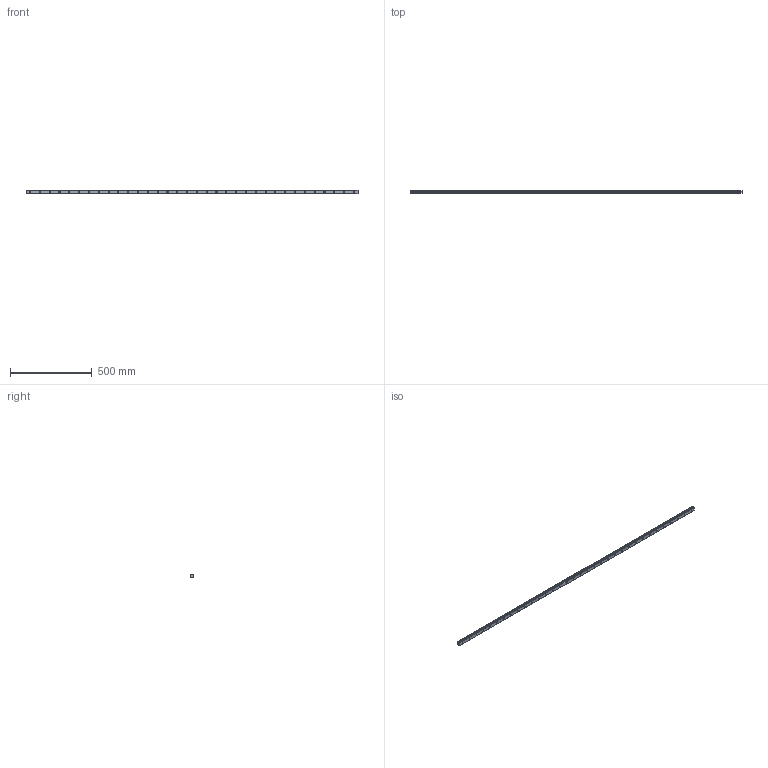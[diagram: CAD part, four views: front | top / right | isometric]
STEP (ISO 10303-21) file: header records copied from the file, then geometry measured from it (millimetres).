
FILE_DESCRIPTION (( 'STEP AP214' ), '1' );
FILE_NAME ('SSR25XTB1SS-2030LY_G25_0_B-M6F_973-5_0_0_0.STEP', '2021-06-28T14:03:01', ( '' ), ( '' ), 'SwSTEP 2.0', 'SolidWorks 2021', '' );
FILE_SCHEMA (( 'AUTOMOTIVE_DESIGN' ));
Length unit declared in the file: millimetre
Products named in the file (2): SSR25XTB1SS-2030LY_G25_0_B-M6F_973-5_0_0_0; _SSR25XTBY203025Y Track
Assembly tree (1 placements, depth 2):
  SSR25XTB1SS-2030LY_G25_0_B-M6F_973-5_0_0_0
    _SSR25XTBY203025Y Track
Bounding box: 2030 x 18 x 23 mm (x, y, z)
Volume: 709928.5 mm3; surface area: 191052.2 mm2
Topology: 1 solids, 1 shells, 196 faces, 480 edges, 320 vertices
Faces by surface type: cylinder 144, plane 52
Entity records: 6134 total; most frequent: DIRECTION 1168, CARTESIAN_POINT 1000, ORIENTED_EDGE 960, AXIS2_PLACEMENT_3D 488, EDGE_CURVE 480, VERTEX_POINT 320, EDGE_LOOP 298, CIRCLE 288
